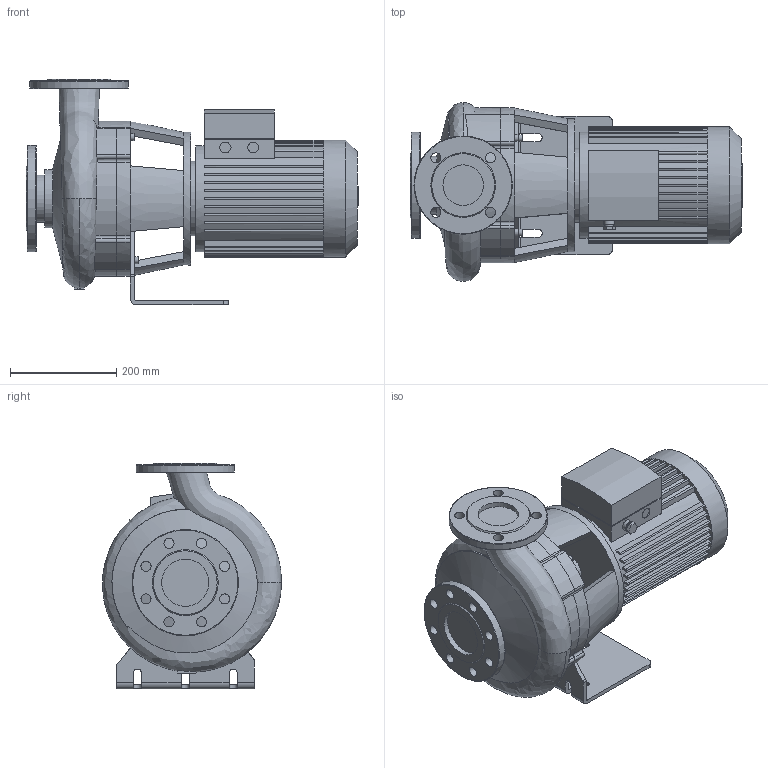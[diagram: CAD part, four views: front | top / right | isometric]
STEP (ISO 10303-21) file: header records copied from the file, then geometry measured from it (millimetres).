
FILE_DESCRIPTION(/* description */ (''),/* implementation_level */ '2;1');
FILE_NAME(/* name */ '3d_BL65_210-3_4-2121093.stp',/* time_stamp */ '2017-11-06T15:09:15+01:00',/* author */ ('Andrzej'),/* organization */ (''),/* preprocessor_version */ 'ST-DEVELOPER v16.13',/* originating_system */ 'AutoCAD Mechanical',/* authorisation */ '');
FILE_SCHEMA (('AUTOMOTIVE_DESIGN { 1 0 10303 214 3 1 1 }'));
Length unit declared in the file: millimetre
Products named in the file (1): Product
Bounding box: 624.5 x 336.77 x 425 mm (x, y, z)
Volume: 25309065.5 mm3; surface area: 1387767.8 mm2
Topology: 9 solids, 9 shells, 471 faces, 1265 edges, 823 vertices
Faces by surface type: plane 275, cylinder 149, bspline 31, torus 8, cone 8
Full cylindrical faces by diameter (mm): 9 x4, 13 x4, 16 x1, 19 x12, 20 x4, 50 x1, 76.1 x1, 88.9 x2, 108.9 x1, 140 x1, 185 x1, 200 x2, 220 x1, 250 x1
Entity records: 18066 total; most frequent: CARTESIAN_POINT 6259, DIRECTION 2454, ORIENTED_EDGE 2414, EDGE_CURVE 1207, AXIS2_PLACEMENT_3D 891, VERTEX_POINT 813, LINE 672, VECTOR 672
